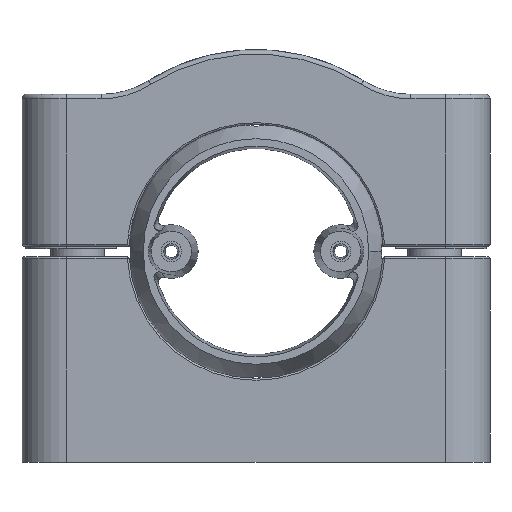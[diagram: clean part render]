
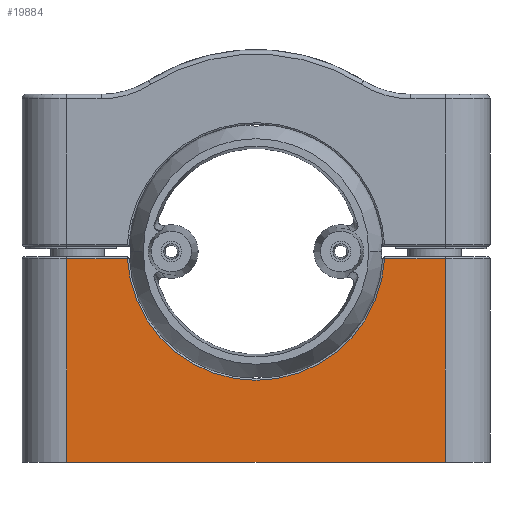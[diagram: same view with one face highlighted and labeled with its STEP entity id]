
A CAD part, front view. The second image highlights one B-rep face of the part: STEP entity #19884.
In plain terms, the highlighted planar face has unit normal (0, -1, 0).
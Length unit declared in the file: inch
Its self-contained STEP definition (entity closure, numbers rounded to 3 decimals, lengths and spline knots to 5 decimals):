
#4095=DIRECTION('',(1.,0.,0.));
#4096=VECTOR('',#4095,2.12);
#4097=CARTESIAN_POINT('',(-1.06,-0.25,-1.15));
#4098=LINE('',#4097,#4096);
#4648=DIRECTION('',(-1.,0.,0.));
#4649=VECTOR('',#4648,0.34);
#4650=CARTESIAN_POINT('',(1.06,-0.25,-0.01));
#4651=LINE('',#4650,#4649);
#4674=DIRECTION('',(0.,0.,1.));
#4675=VECTOR('',#4674,1.14);
#4676=CARTESIAN_POINT('',(1.06,-0.25,-1.15));
#4677=LINE('',#4676,#4675);
#4678=DIRECTION('',(0.,0.,1.));
#4679=VECTOR('',#4678,1.14);
#4680=CARTESIAN_POINT('',(-1.06,-0.25,-1.15));
#4681=LINE('',#4680,#4679);
#4682=CARTESIAN_POINT('',(0.,-0.25,0.03));
#4683=DIRECTION('',(0.,1.,0.));
#4684=DIRECTION('',(0.998,0.,-0.055));
#4685=AXIS2_PLACEMENT_3D('',#4682,#4683,#4684);
#4737=DIRECTION('',(1.,0.,0.));
#4738=VECTOR('',#4737,0.34);
#4739=CARTESIAN_POINT('',(-1.06,-0.25,-0.01));
#4740=LINE('',#4739,#4738);
#12366=CARTESIAN_POINT('',(-1.06,-0.25,-1.15));
#12368=VERTEX_POINT('',#12366);
#12369=CARTESIAN_POINT('',(1.06,-0.25,-1.15));
#12371=VERTEX_POINT('',#12369);
#12794=CARTESIAN_POINT('',(0.72,-0.25,-0.01));
#12795=CARTESIAN_POINT('',(-0.72,-0.25,-0.01));
#12796=VERTEX_POINT('',#12794);
#12797=VERTEX_POINT('',#12795);
#12806=CARTESIAN_POINT('',(-1.06,-0.25,-0.01));
#12807=VERTEX_POINT('',#12806);
#12840=CARTESIAN_POINT('',(1.06,-0.25,-0.01));
#12841=VERTEX_POINT('',#12840);
#19868=CARTESIAN_POINT('',(-1.31,-0.25,0.));
#19869=DIRECTION('',(0.,-1.,0.));
#19870=DIRECTION('',(0.,0.,-1.));
#19871=AXIS2_PLACEMENT_3D('',#19868,#19869,#19870);
#19872=PLANE('',#19871);
#19874=ORIENTED_EDGE('',*,*,#19873,.F.);
#19875=ORIENTED_EDGE('',*,*,#19858,.F.);
#19876=ORIENTED_EDGE('',*,*,#19833,.F.);
#19877=ORIENTED_EDGE('',*,*,#19110,.F.);
#19879=ORIENTED_EDGE('',*,*,#19878,.T.);
#19881=ORIENTED_EDGE('',*,*,#19880,.T.);
#19882=EDGE_LOOP('',(#19874,#19875,#19876,#19877,#19879,#19881));
#19883=FACE_OUTER_BOUND('',#19882,.F.);
#19884=ADVANCED_FACE('',(#19883),#19872,.T.);
#4686=CIRCLE('',#4685,0.72111);
#19110=EDGE_CURVE('',#12368,#12371,#4098,.T.);
#19833=EDGE_CURVE('',#12371,#12841,#4677,.T.);
#19858=EDGE_CURVE('',#12841,#12796,#4651,.T.);
#19873=EDGE_CURVE('',#12796,#12797,#4686,.T.);
#19878=EDGE_CURVE('',#12368,#12807,#4681,.T.);
#19880=EDGE_CURVE('',#12807,#12797,#4740,.T.);
